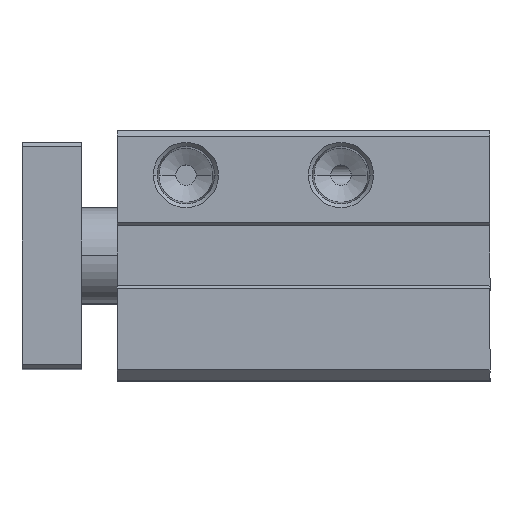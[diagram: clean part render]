
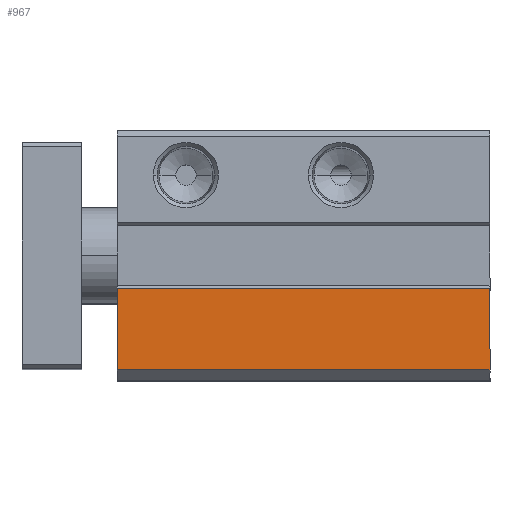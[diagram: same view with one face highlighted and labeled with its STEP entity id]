
A CAD part, top view. The second image highlights one B-rep face of the part: STEP entity #967.
In plain terms, the highlighted planar face has unit normal (0, 0, 1).
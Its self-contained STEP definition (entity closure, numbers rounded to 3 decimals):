
#550 = EDGE_CURVE ( 'NONE', #2644, #5096, #4430, .T. ) ;
#735 = CARTESIAN_POINT ( 'NONE',  ( 0., -19.2, 46.5 ) ) ;
#809 = ORIENTED_EDGE ( 'NONE', *, *, #550, .T. ) ;
#967 = ADVANCED_FACE ( 'NONE', ( #5415 ), #11337, .T. ) ;
#1064 = ORIENTED_EDGE ( 'NONE', *, *, #9339, .T. ) ;
#1305 = DIRECTION ( 'NONE',  ( 0., 0., 1. ) ) ;
#1879 = ORIENTED_EDGE ( 'NONE', *, *, #2518, .F. ) ;
#2155 = CARTESIAN_POINT ( 'NONE',  ( 0., -19.2, 46.5 ) ) ;
#2518 = EDGE_CURVE ( 'NONE', #2644, #6968, #4485, .T. ) ;
#2644 = VERTEX_POINT ( 'NONE', #4609 ) ;
#2791 = VERTEX_POINT ( 'NONE', #10996 ) ;
#3361 = CARTESIAN_POINT ( 'NONE',  ( 0., -5.5, 46.5 ) ) ;
#3407 = EDGE_LOOP ( 'NONE', ( #8798, #1879, #809, #1064 ) ) ;
#4430 = LINE ( 'NONE', #8455, #12877 ) ;
#4485 = LINE ( 'NONE', #7392, #9162 ) ;
#4609 = CARTESIAN_POINT ( 'NONE',  ( 62.5, -19.2, 46.5 ) ) ;
#5096 = VERTEX_POINT ( 'NONE', #6364 ) ;
#5415 = FACE_OUTER_BOUND ( 'NONE', #3407, .T. ) ;
#6364 = CARTESIAN_POINT ( 'NONE',  ( 62.5, -5.5, 46.5 ) ) ;
#6469 = DIRECTION ( 'NONE',  ( -1., 0., 0. ) ) ;
#6968 = VERTEX_POINT ( 'NONE', #735 ) ;
#7246 = LINE ( 'NONE', #2155, #9920 ) ;
#7392 = CARTESIAN_POINT ( 'NONE',  ( 0., -19.2, 46.5 ) ) ;
#8441 = DIRECTION ( 'NONE',  ( 1., 0., 0. ) ) ;
#8455 = CARTESIAN_POINT ( 'NONE',  ( 62.5, -19.2, 46.5 ) ) ;
#8798 = ORIENTED_EDGE ( 'NONE', *, *, #8887, .T. ) ;
#8887 = EDGE_CURVE ( 'NONE', #2791, #6968, #7246, .T. ) ;
#9162 = VECTOR ( 'NONE', #11280, 1000. ) ;
#9339 = EDGE_CURVE ( 'NONE', #5096, #2791, #12528, .T. ) ;
#9920 = VECTOR ( 'NONE', #12255, 1000. ) ;
#10573 = AXIS2_PLACEMENT_3D ( 'NONE', #12523, #1305, #8441 ) ;
#10996 = CARTESIAN_POINT ( 'NONE',  ( 0., -5.5, 46.5 ) ) ;
#11280 = DIRECTION ( 'NONE',  ( -1., 0., 0. ) ) ;
#11337 = PLANE ( 'NONE',  #10573 ) ;
#12255 = DIRECTION ( 'NONE',  ( 0., -1., 0. ) ) ;
#12473 = DIRECTION ( 'NONE',  ( 0., 1., 0. ) ) ;
#12523 = CARTESIAN_POINT ( 'NONE',  ( 0., -19.2, 46.5 ) ) ;
#12528 = LINE ( 'NONE', #3361, #12998 ) ;
#12877 = VECTOR ( 'NONE', #12473, 1000. ) ;
#12998 = VECTOR ( 'NONE', #6469, 1000. ) ;
